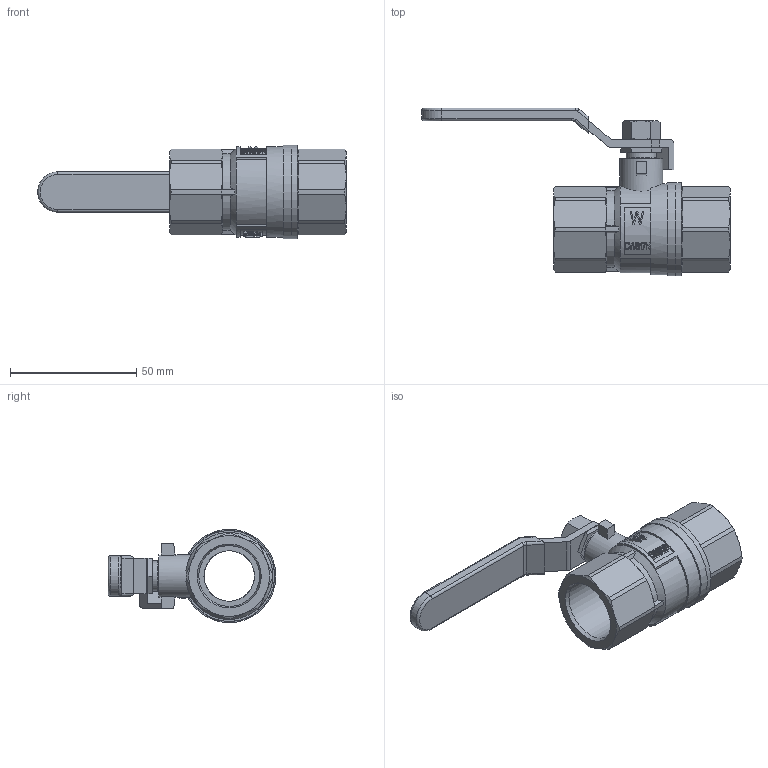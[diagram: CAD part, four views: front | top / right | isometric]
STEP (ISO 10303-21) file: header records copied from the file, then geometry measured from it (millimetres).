
FILE_DESCRIPTION(/* description */ ('Unknown'),/* implementation_level */ '2;1');
FILE_NAME(/* name */ '750-05',/* time_stamp */ '2022-07-26T08:57:44+02:00',/* author */ ('Unknown'),/* organization */ ('Unknown'),/* preprocessor_version */ 'ST-DEVELOPER v16.7',/* originating_system */ 'Solid Edge',/* authorisation */ 'Unknown');
FILE_SCHEMA (('AUTOMOTIVE_DESIGN {1 0 10303 214 3 1 1}'));
Length unit declared in the file: millimetre
Products named in the file (15): 750-05; Körper-co; Kugel; Einschraubteil; Kugeldichtung; 750-05_Körper; Spindel-co; 600-3_4-Stopfbuchse; 600-3_4-Spindeldichtung; 600-3_4-Spindel; 600-3_4-O-Ring; 600-1_2-Mutter.2; Stahlgriff 1_4 - 3_4_neu; Stahlgriff-neu; Stahlgriff-Ummantelung_neu
Assembly tree (15 placements, depth 3):
  750-05
    Körper-co
      Kugel
      Einschraubteil
      Kugeldichtung  x2
      750-05_Körper
    Spindel-co
      600-3_4-Stopfbuchse
      600-3_4-Spindeldichtung
      600-3_4-Spindel
      600-3_4-O-Ring
      600-1_2-Mutter.2
    Stahlgriff 1_4 - 3_4_neu
      Stahlgriff-neu
      Stahlgriff-Ummantelung_neu
Bounding box: 122.25 x 66.5 x 37 mm (x, y, z)
Volume: 44315.5 mm3; surface area: 36129 mm2
Topology: 12 solids, 12 shells, 952 faces, 2594 edges, 1710 vertices
Faces by surface type: plane 750, cylinder 119, cone 67, torus 9, bspline 4, sphere 3
Full cylindrical faces by diameter (mm): 6.6 x1, 6.75 x1, 7 x1, 8.9 x2, 9.1 x2, 9.3 x1, 10.5 x1, 11 x1, 12 x1, 12.3 x1, 12.5 x1, 14 x1, 16 x1, 17 x1, 20 x5, 24.117 x2, 27 x4, 31.5 x1, 33 x1, 33.5 x1, 36 x1, 37 x2
Entity records: 34320 total; most frequent: CARTESIAN_POINT 9314, DIRECTION 5586, ORIENTED_EDGE 5006, EDGE_CURVE 2503, AXIS2_PLACEMENT_3D 2250, VERTEX_POINT 1687, LINE 1086, VECTOR 1086
